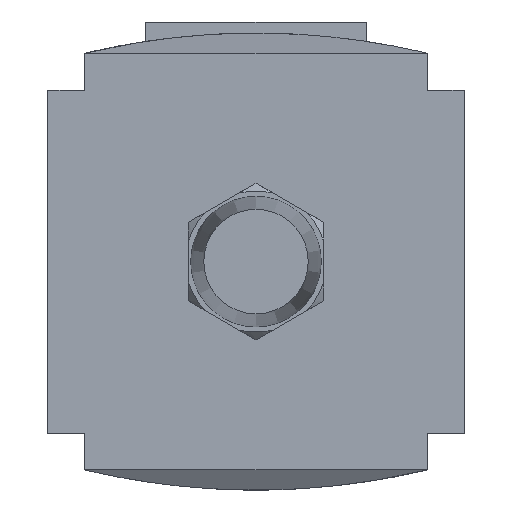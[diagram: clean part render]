
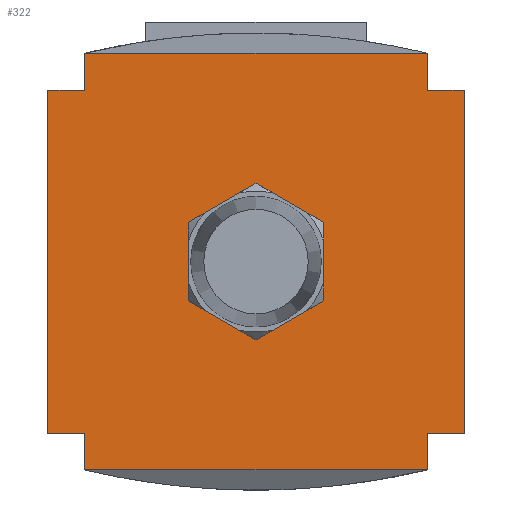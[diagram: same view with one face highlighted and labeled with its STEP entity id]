
A CAD part, front view. The second image highlights one B-rep face of the part: STEP entity #322.
In plain terms, the highlighted planar face has unit normal (0, -1, 0).
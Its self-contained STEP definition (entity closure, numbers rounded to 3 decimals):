
#322 = ADVANCED_FACE( '', ( #844, #845 ), #846, .F. );
#844 = FACE_BOUND( '', #1608, .T. );
#845 = FACE_OUTER_BOUND( '', #1609, .T. );
#846 = PLANE( '', #1610 );
#1608 = EDGE_LOOP( '', ( #2408 ) );
#1609 = EDGE_LOOP( '', ( #2409, #2410, #2411, #2412, #2413, #2414, #2415, #2416, #2417, #2418, #2419, #2420 ) );
#1610 = AXIS2_PLACEMENT_3D( '', #2421, #2422, #2423 );
#2408 = ORIENTED_EDGE( '', *, *, #4533, .F. );
#2409 = ORIENTED_EDGE( '', *, *, #4534, .F. );
#2410 = ORIENTED_EDGE( '', *, *, #4535, .F. );
#2411 = ORIENTED_EDGE( '', *, *, #4536, .F. );
#2412 = ORIENTED_EDGE( '', *, *, #4537, .T. );
#2413 = ORIENTED_EDGE( '', *, *, #4538, .F. );
#2414 = ORIENTED_EDGE( '', *, *, #4539, .T. );
#2415 = ORIENTED_EDGE( '', *, *, #4540, .F. );
#2416 = ORIENTED_EDGE( '', *, *, #4541, .T. );
#2417 = ORIENTED_EDGE( '', *, *, #4542, .T. );
#2418 = ORIENTED_EDGE( '', *, *, #4543, .F. );
#2419 = ORIENTED_EDGE( '', *, *, #4544, .F. );
#2420 = ORIENTED_EDGE( '', *, *, #4545, .T. );
#2421 = CARTESIAN_POINT( '', ( 0., -51., 103.36 ) );
#2422 = DIRECTION( '', ( 0., 1., 0. ) );
#2423 = DIRECTION( '', ( 0., 0., 1. ) );
#4533 = EDGE_CURVE( '', #5409, #5409, #5410, .T. );
#4534 = EDGE_CURVE( '', #5411, #5412, #5413, .T. );
#4535 = EDGE_CURVE( '', #5414, #5411, #5415, .T. );
#4536 = EDGE_CURVE( '', #5416, #5414, #5417, .T. );
#4537 = EDGE_CURVE( '', #5416, #5418, #5419, .T. );
#4538 = EDGE_CURVE( '', #5420, #5418, #5421, .T. );
#4539 = EDGE_CURVE( '', #5420, #5422, #5423, .T. );
#4540 = EDGE_CURVE( '', #5424, #5422, #5425, .T. );
#4541 = EDGE_CURVE( '', #5424, #5426, #5427, .T. );
#4542 = EDGE_CURVE( '', #5426, #5428, #5429, .T. );
#4543 = EDGE_CURVE( '', #5430, #5428, #5431, .T. );
#4544 = EDGE_CURVE( '', #5432, #5430, #5433, .T. );
#4545 = EDGE_CURVE( '', #5432, #5412, #5434, .T. );
#5409 = VERTEX_POINT( '', #6680 );
#5410 = CIRCLE( '', #6681, 13.221 );
#5411 = VERTEX_POINT( '', #6682 );
#5412 = VERTEX_POINT( '', #6683 );
#5413 = LINE( '', #6684, #6685 );
#5414 = VERTEX_POINT( '', #6686 );
#5415 = LINE( '', #6687, #6688 );
#5416 = VERTEX_POINT( '', #6689 );
#5417 = LINE( '', #6690, #6691 );
#5418 = VERTEX_POINT( '', #6692 );
#5419 = LINE( '', #6693, #6694 );
#5420 = VERTEX_POINT( '', #6695 );
#5421 = LINE( '', #6696, #6697 );
#5422 = VERTEX_POINT( '', #6698 );
#5423 = LINE( '', #6699, #6700 );
#5424 = VERTEX_POINT( '', #6701 );
#5425 = LINE( '', #6702, #6703 );
#5426 = VERTEX_POINT( '', #6704 );
#5427 = LINE( '', #6705, #6706 );
#5428 = VERTEX_POINT( '', #6707 );
#5429 = LINE( '', #6708, #6709 );
#5430 = VERTEX_POINT( '', #6710 );
#5431 = LINE( '', #6711, #6712 );
#5432 = VERTEX_POINT( '', #6713 );
#5433 = LINE( '', #6714, #6715 );
#5434 = LINE( '', #6716, #6717 );
#6680 = CARTESIAN_POINT( '', ( 0., -51., -13.221 ) );
#6681 = AXIS2_PLACEMENT_3D( '', #8407, #8408, #8409 );
#6682 = CARTESIAN_POINT( '', ( 35., -51., -35. ) );
#6683 = CARTESIAN_POINT( '', ( 35., -51., -42.5 ) );
#6684 = CARTESIAN_POINT( '', ( 35., -51., 42.5 ) );
#6685 = VECTOR( '', #8410, 1000. );
#6686 = CARTESIAN_POINT( '', ( 42.5, -51., -35. ) );
#6687 = CARTESIAN_POINT( '', ( 42.5, -51., -35. ) );
#6688 = VECTOR( '', #8411, 1000. );
#6689 = CARTESIAN_POINT( '', ( 42.5, -51., 35. ) );
#6690 = CARTESIAN_POINT( '', ( 42.5, -51., 35. ) );
#6691 = VECTOR( '', #8412, 1000. );
#6692 = CARTESIAN_POINT( '', ( 35., -51., 35. ) );
#6693 = CARTESIAN_POINT( '', ( 42.5, -51., 35. ) );
#6694 = VECTOR( '', #8413, 1000. );
#6695 = CARTESIAN_POINT( '', ( 35., -51., 42.5 ) );
#6696 = CARTESIAN_POINT( '', ( 35., -51., 42.5 ) );
#6697 = VECTOR( '', #8414, 1000. );
#6698 = CARTESIAN_POINT( '', ( -35., -51., 42.5 ) );
#6699 = CARTESIAN_POINT( '', ( 0., -51., 42.5 ) );
#6700 = VECTOR( '', #8415, 1000. );
#6701 = CARTESIAN_POINT( '', ( -35., -51., 35. ) );
#6702 = CARTESIAN_POINT( '', ( -35., -51., -42.5 ) );
#6703 = VECTOR( '', #8416, 1000. );
#6704 = CARTESIAN_POINT( '', ( -42.5, -51., 35. ) );
#6705 = CARTESIAN_POINT( '', ( 42.5, -51., 35. ) );
#6706 = VECTOR( '', #8417, 1000. );
#6707 = CARTESIAN_POINT( '', ( -42.5, -51., -35. ) );
#6708 = CARTESIAN_POINT( '', ( -42.5, -51., 35. ) );
#6709 = VECTOR( '', #8418, 1000. );
#6710 = CARTESIAN_POINT( '', ( -35., -51., -35. ) );
#6711 = CARTESIAN_POINT( '', ( 42.5, -51., -35. ) );
#6712 = VECTOR( '', #8419, 1000. );
#6713 = CARTESIAN_POINT( '', ( -35., -51., -42.5 ) );
#6714 = CARTESIAN_POINT( '', ( -35., -51., -42.5 ) );
#6715 = VECTOR( '', #8420, 1000. );
#6716 = CARTESIAN_POINT( '', ( 0., -51., -42.5 ) );
#6717 = VECTOR( '', #8421, 1000. );
#8407 = CARTESIAN_POINT( '', ( 0., -51., 0. ) );
#8408 = DIRECTION( '', ( 0., -1., 0. ) );
#8409 = DIRECTION( '', ( 0., 0., -1. ) );
#8410 = DIRECTION( '', ( 0., 0., -1. ) );
#8411 = DIRECTION( '', ( -1., 0., 0. ) );
#8412 = DIRECTION( '', ( 0., 0., -1. ) );
#8413 = DIRECTION( '', ( -1., 0., 0. ) );
#8414 = DIRECTION( '', ( 0., 0., -1. ) );
#8415 = DIRECTION( '', ( -1., 0., 0. ) );
#8416 = DIRECTION( '', ( 0., 0., 1. ) );
#8417 = DIRECTION( '', ( -1., 0., 0. ) );
#8418 = DIRECTION( '', ( 0., 0., -1. ) );
#8419 = DIRECTION( '', ( -1., 0., 0. ) );
#8420 = DIRECTION( '', ( 0., 0., 1. ) );
#8421 = DIRECTION( '', ( 1., 0., 0. ) );
